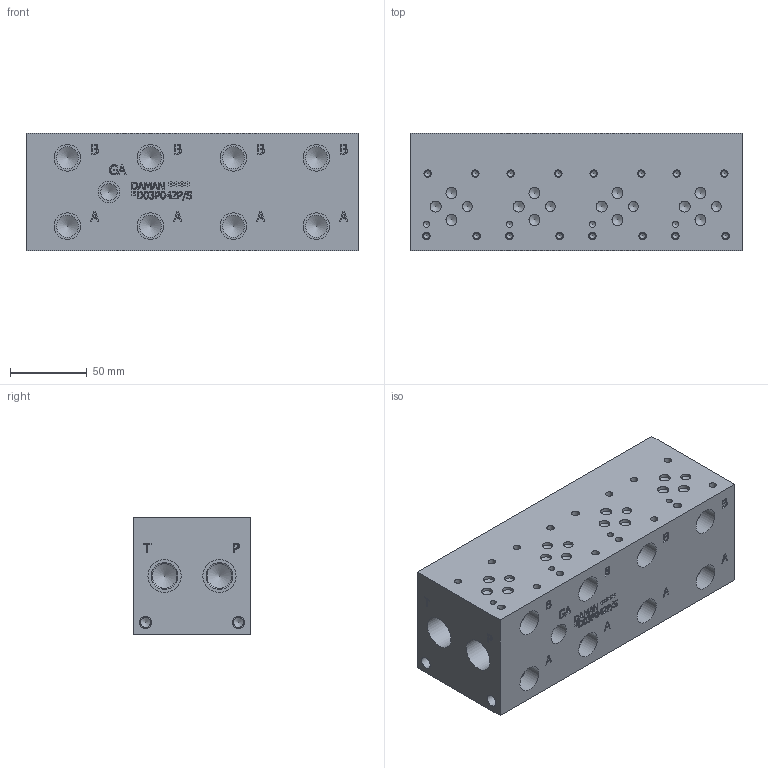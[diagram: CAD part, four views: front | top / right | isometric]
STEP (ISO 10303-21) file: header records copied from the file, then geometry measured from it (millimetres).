
FILE_DESCRIPTION(/* description */ (''),/* implementation_level */ '2;1');
FILE_NAME(/* name */ '_D03P042P_S.stp',/* time_stamp */ '2020-06-05T16:33:03-04:00',/* author */ ('trevorh'),/* organization */ (''),/* preprocessor_version */ 'ST-DEVELOPER v17',/* originating_system */ 'Autodesk Inventor 2019',/* authorisation */ '');
FILE_SCHEMA (('AUTOMOTIVE_DESIGN { 1 0 10303 214 3 1 1 }'));
Length unit declared in the file: millimetre
Products named in the file (1): Part_AD03P042P~S_3D
Bounding box: 215.9 x 76.2 x 76.2 mm (x, y, z)
Volume: 1165880.6 mm3; surface area: 101961.8 mm2
Topology: 1 solids, 1 shells, 777 faces, 2132 edges, 1451 vertices
Faces by surface type: plane 433, bspline 188, cylinder 96, cone 60
Full cylindrical faces by diameter (mm): 3.785 x16, 3.962 x4, 4.826 x16, 6.35 x4, 6.528 x4, 7.137 x12, 7.925 x4, 10.719 x1, 13.487 x1, 13.868 x1, 14.3 x8, 15.875 x4, 17.297 x8, 17.45 x1, 17.475 x4, 18.542 x1, 19.99 x1, 20.625 x1, 21.59 x4, 21.819 x1
Entity records: 26038 total; most frequent: CARTESIAN_POINT 6751, ORIENTED_EDGE 4156, DIRECTION 3229, EDGE_CURVE 2078, VERTEX_POINT 1451, LINE 1355, VECTOR 1355, AXIS2_PLACEMENT_3D 937
